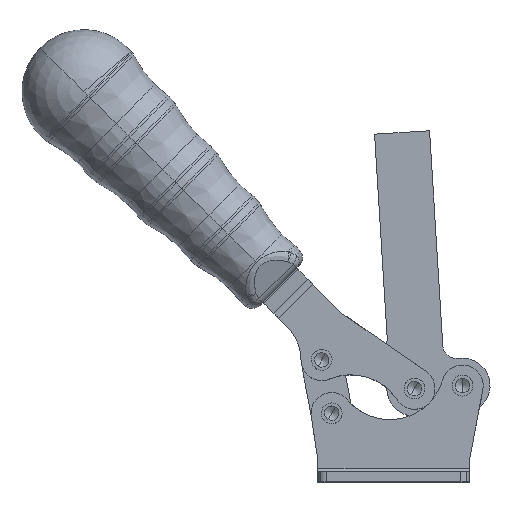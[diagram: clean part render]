
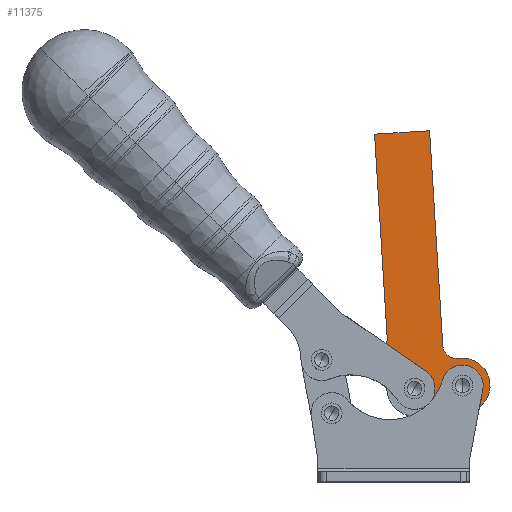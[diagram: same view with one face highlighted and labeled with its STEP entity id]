
A CAD part, top view. The second image highlights one B-rep face of the part: STEP entity #11375.
In plain terms, the highlighted planar face has unit normal (0, 0, 1).
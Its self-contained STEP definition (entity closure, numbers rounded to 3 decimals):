
#427=CARTESIAN_POINT('',(0.056,40.88,-3.0));
#428=VERTEX_POINT('',#427);
#437=CARTESIAN_POINT('',(0.141,41.593,-3.));
#438=VERTEX_POINT('',#437);
#439=CARTESIAN_POINT('',(-1.855,41.47,-3.));
#440=DIRECTION('',(0.,0.,1.0));
#441=DIRECTION('',(0.955,-0.295,0.));
#442=AXIS2_PLACEMENT_3D('',#439,#440,#441);
#443=CIRCLE('',#442,2.);
#444=EDGE_CURVE('',#428,#438,#443,.T.);
#479=CARTESIAN_POINT('',(12.34,22.948,-3.));
#480=VERTEX_POINT('',#479);
#10700=CARTESIAN_POINT('',(11.461,32.071,-3.));
#10701=VERTEX_POINT('',#10700);
#10702=CARTESIAN_POINT('',(8.046,27.139,-3.));
#10703=DIRECTION('',(0.,0.,-1.0));
#10704=DIRECTION('',(0.569,0.822,0.));
#10705=AXIS2_PLACEMENT_3D('',#10702,#10703,#10704);
#10706=CIRCLE('',#10705,6.);
#10707=EDGE_CURVE('',#10701,#480,#10706,.T.);
#11010=CARTESIAN_POINT('',(-0.298,40.214,-3.));
#11011=VERTEX_POINT('',#11010);
#11185=CARTESIAN_POINT('',(-0.298,40.214,-3.));
#11186=DIRECTION('',(0.822,-0.569,0.));
#11187=VECTOR('',#11186,14.303);
#11188=LINE('',#11185,#11187);
#11189=EDGE_CURVE('',#11011,#10701,#11188,.T.);
#11275=CARTESIAN_POINT('',(15.666,49.791,-3.));
#11276=DIRECTION('',(0.0,0.0,1.0));
#11277=DIRECTION('',(0.998,0.062,0.0));
#11278=AXIS2_PLACEMENT_3D('',#11275,#11276,#11277);
#11279=PLANE('',#11278);
#11280=ORIENTED_EDGE('',*,*,#11189,.T.);
#11281=ORIENTED_EDGE('',*,*,#10707,.T.);
#11282=CARTESIAN_POINT('',(16.256,29.67,-3.));
#11283=VERTEX_POINT('',#11282);
#11284=CARTESIAN_POINT('',(0.888,34.122,-3.));
#11285=DIRECTION('',(0.,0.,1.0));
#11286=DIRECTION('',(-0.767,-0.642,0.));
#11287=AXIS2_PLACEMENT_3D('',#11284,#11285,#11286);
#11288=CIRCLE('',#11287,16.0);
#11289=EDGE_CURVE('',#480,#11283,#11288,.T.);
#11290=ORIENTED_EDGE('',*,*,#11289,.T.);
#11291=CARTESIAN_POINT('',(27.914,26.881,-3.));
#11292=VERTEX_POINT('',#11291);
#11293=CARTESIAN_POINT('',(22.019,28.,-3.));
#11294=DIRECTION('',(0.,0.,-1.));
#11295=DIRECTION('',(-0.982,0.186,0.));
#11296=AXIS2_PLACEMENT_3D('',#11293,#11294,#11295);
#11297=CIRCLE('',#11296,6.);
#11298=EDGE_CURVE('',#11283,#11292,#11297,.T.);
#11299=ORIENTED_EDGE('',*,*,#11298,.T.);
#11300=CARTESIAN_POINT('',(26.927,21.683,-3.));
#11301=VERTEX_POINT('',#11300);
#11302=CARTESIAN_POINT('',(27.914,26.881,-3.));
#11303=DIRECTION('',(-0.186,-0.982,0.0));
#11304=VECTOR('',#11303,5.292);
#11305=LINE('',#11302,#11304);
#11306=EDGE_CURVE('',#11292,#11301,#11305,.T.);
#11307=ORIENTED_EDGE('',*,*,#11306,.T.);
#11308=CARTESIAN_POINT('',(21.527,35.985,-3.));
#11309=VERTEX_POINT('',#11308);
#11310=CARTESIAN_POINT('',(22.019,28.,-3.));
#11311=DIRECTION('',(0.,0.,-1.));
#11312=DIRECTION('',(-0.062,0.998,0.));
#11313=AXIS2_PLACEMENT_3D('',#11310,#11311,#11312);
#11314=CIRCLE('',#11313,8.);
#11315=EDGE_CURVE('',#11309,#11301,#11314,.T.);
#11316=ORIENTED_EDGE('',*,*,#11315,.F.);
#11317=CARTESIAN_POINT('',(20.529,35.923,-3.));
#11318=VERTEX_POINT('',#11317);
#11319=CARTESIAN_POINT('',(20.529,35.923,-3.));
#11320=DIRECTION('',(0.998,0.062,0.0));
#11321=VECTOR('',#11320,1.);
#11322=LINE('',#11319,#11321);
#11323=EDGE_CURVE('',#11318,#11309,#11322,.T.);
#11324=ORIENTED_EDGE('',*,*,#11323,.F.);
#11325=CARTESIAN_POINT('',(16.29,39.67,-3.));
#11326=VERTEX_POINT('',#11325);
#11327=CARTESIAN_POINT('',(20.283,39.916,-3.));
#11328=DIRECTION('',(0.,0.,1.));
#11329=DIRECTION('',(-0.998,-0.062,0.));
#11330=AXIS2_PLACEMENT_3D('',#11327,#11328,#11329);
#11331=CIRCLE('',#11330,4.);
#11332=EDGE_CURVE('',#11326,#11318,#11331,.T.);
#11333=ORIENTED_EDGE('',*,*,#11332,.F.);
#11334=CARTESIAN_POINT('',(12.445,102.051,-3.));
#11335=VERTEX_POINT('',#11334);
#11336=CARTESIAN_POINT('',(12.445,102.051,-3.));
#11337=DIRECTION('',(0.062,-0.998,0.0));
#11338=VECTOR('',#11337,62.5);
#11339=LINE('',#11336,#11338);
#11340=EDGE_CURVE('',#11335,#11326,#11339,.T.);
#11341=ORIENTED_EDGE('',*,*,#11340,.F.);
#11342=CARTESIAN_POINT('',(-3.525,101.067,-3.));
#11343=VERTEX_POINT('',#11342);
#11344=CARTESIAN_POINT('',(12.445,102.051,-3.));
#11345=DIRECTION('',(-0.998,-0.062,0.));
#11346=VECTOR('',#11345,16.);
#11347=LINE('',#11344,#11346);
#11348=EDGE_CURVE('',#11335,#11343,#11347,.T.);
#11349=ORIENTED_EDGE('',*,*,#11348,.T.);
#11350=CARTESIAN_POINT('',(-3.525,101.067,-3.));
#11351=DIRECTION('',(0.062,-0.998,0.));
#11352=VECTOR('',#11351,59.586);
#11353=LINE('',#11350,#11352);
#11354=EDGE_CURVE('',#11343,#438,#11353,.T.);
#11355=ORIENTED_EDGE('',*,*,#11354,.T.);
#11356=ORIENTED_EDGE('',*,*,#444,.F.);
#11357=CARTESIAN_POINT('',(-0.276,40.242,-3.));
#11358=VERTEX_POINT('',#11357);
#11359=CARTESIAN_POINT('',(-1.855,41.47,-3.));
#11360=DIRECTION('',(0.,0.,1.0));
#11361=DIRECTION('',(0.955,-0.295,0.));
#11362=AXIS2_PLACEMENT_3D('',#11359,#11360,#11361);
#11363=CIRCLE('',#11362,2.);
#11364=EDGE_CURVE('',#11358,#428,#11363,.T.);
#11365=ORIENTED_EDGE('',*,*,#11364,.F.);
#11366=CARTESIAN_POINT('',(1.302,39.014,-3.));
#11367=DIRECTION('',(0.,0.,-1.));
#11368=DIRECTION('',(-0.552,0.834,0.));
#11369=AXIS2_PLACEMENT_3D('',#11366,#11367,#11368);
#11370=CIRCLE('',#11369,2.0);
#11371=EDGE_CURVE('',#11011,#11358,#11370,.T.);
#11372=ORIENTED_EDGE('',*,*,#11371,.F.);
#11373=EDGE_LOOP('',(#11280,#11281,#11290,#11299,#11307,#11316,#11324,#11333,#11341,#11349,#11355,#11356,#11365,#11372));
#11374=FACE_OUTER_BOUND('',#11373,.T.);
#11375=ADVANCED_FACE('',(#11374),#11279,.T.);
